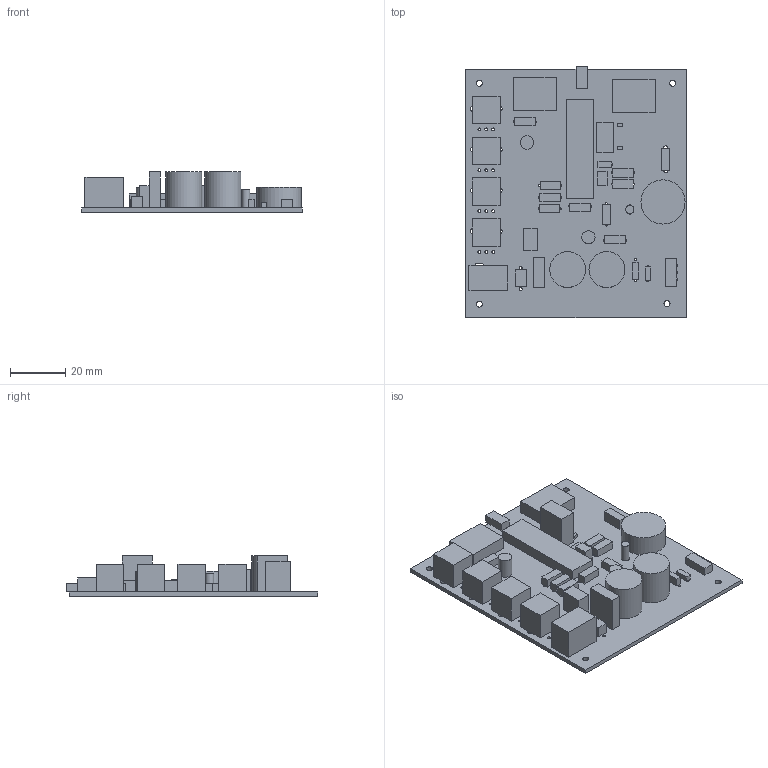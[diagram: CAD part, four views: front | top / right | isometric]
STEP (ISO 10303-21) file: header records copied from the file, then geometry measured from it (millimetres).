
FILE_DESCRIPTION(('KiCad electronic assembly'),'2;1');
FILE_NAME('sst-kicad-export5.step','2025-06-04T17:53:46',('Pcbnew'),( 'Kicad'),'Open CASCADE STEP processor 7.8','KiCad to STEP converter' ,'Unknown');
FILE_SCHEMA(('AUTOMOTIVE_DESIGN { 1 0 10303 214 1 1 1 1 }'));
Length unit declared in the file: millimetre
Products named in the file (23): sst-kicad-export5 1; CP_Radial_D13.0mm_P5.00mm; D_DO-35_SOD27_P7.62mm_Horizontal; Crystal_HC49-U_Vertical; R_Axial_DIN0207_L6.3mm_D2.5mm_P7.62mm_Horizontal; C_0805_2012Metric; KLDX-Cube; TO-92_Inline; PinHeader_2x06_P2.54mm_Horizontal; PinHeader_2x03_P1.00mm_Horizontal; TO-92; P0915N-Cube; DIP-28_W7.62mm; SW_CK_JS202011AQN_DPDT_Angled; D_DO-41_SOD81_P7.62mm_Horizontal; R_Axial_DIN0204_L3.6mm_D1.6mm_P5.08mm_Horizontal; LED_D3.0mm; Buzzer_15x7.5RM7.6; TO-220-3_Vertical; PinSocket_2x04_P1.27mm_Vertical; SW_Slide_SPDT_Angled_CK_OS102011MA1Q; C_Disc_D7.5mm_W5.0mm_P5.00mm; sst_PCB
Assembly tree (37 placements, depth 2):
  sst-kicad-export5 1
    CP_Radial_D13.0mm_P5.00mm  x2
    D_DO-35_SOD27_P7.62mm_Horizontal
    Crystal_HC49-U_Vertical
    R_Axial_DIN0207_L6.3mm_D2.5mm_P7.62mm_Horizontal  x9
    C_0805_2012Metric  x2
    KLDX-Cube
    TO-92_Inline
    PinHeader_2x06_P2.54mm_Horizontal  x2
    PinHeader_2x03_P1.00mm_Horizontal
    TO-92
    P0915N-Cube  x4
    DIP-28_W7.62mm
    SW_CK_JS202011AQN_DPDT_Angled
    D_DO-41_SOD81_P7.62mm_Horizontal
    R_Axial_DIN0204_L3.6mm_D1.6mm_P5.08mm_Horizontal  x2
    LED_D3.0mm
    Buzzer_15x7.5RM7.6
    TO-220-3_Vertical
    PinSocket_2x04_P1.27mm_Vertical
    SW_Slide_SPDT_Angled_CK_OS102011MA1Q
    C_Disc_D7.5mm_W5.0mm_P5.00mm
    sst_PCB
Bounding box: 80 x 91.2 x 14.6 mm (x, y, z)
Volume: 27566.8 mm3; surface area: 26835.4 mm2
Topology: 37 solids, 37 shells, 364 faces, 870 edges, 580 vertices
Faces by surface type: plane 204, cylinder 160
Full cylindrical faces by diameter (mm): 0.5 x6, 0.7 x12, 0.75 x6, 0.8 x50, 0.9 x11, 1 x40, 1.1 x5, 1.2 x4, 1.5 x2, 2 x8, 2.2 x4, 3 x1, 4.8 x1, 4.9 x1, 13 x2, 16 x1
Entity records: 9760 total; most frequent: DIRECTION 1647, CARTESIAN_POINT 1480, ORIENTED_EDGE 1398, EDGE_CURVE 699, AXIS2_PLACEMENT_3D 633, FACE_BOUND 579, EDGE_LOOP 579, VERTEX_POINT 466
